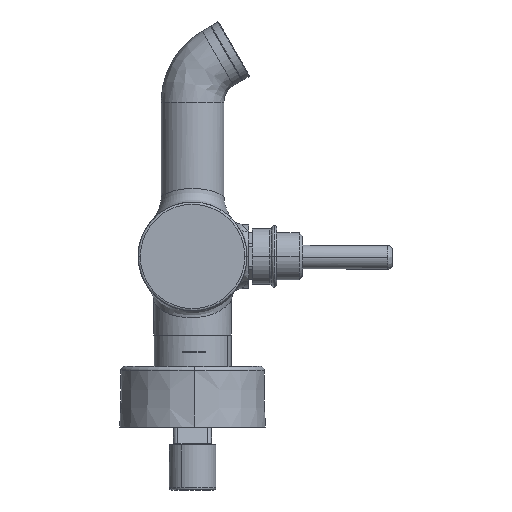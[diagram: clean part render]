
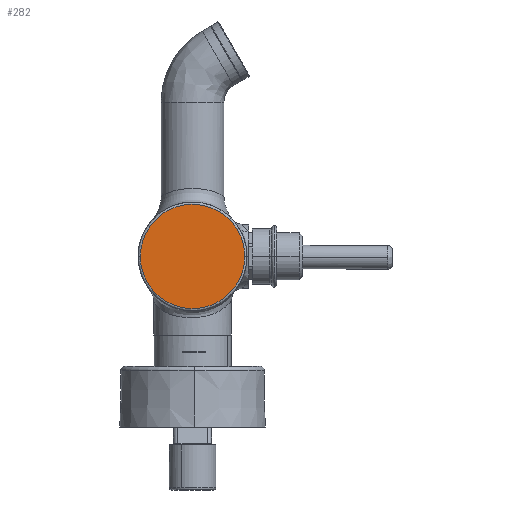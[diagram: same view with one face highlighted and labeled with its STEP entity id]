
A CAD part, left-side view. The second image highlights one B-rep face of the part: STEP entity #282.
In plain terms, the highlighted planar face has unit normal (-1, 0, 0).
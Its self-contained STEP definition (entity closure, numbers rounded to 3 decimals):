
#282 = ADVANCED_FACE ( 'NONE', ( #4081 ), #22084, .F. ) ;
#1245 =( BOUNDED_CURVE ( )  B_SPLINE_CURVE ( 3, ( #1497, #22145, #17759, #25739 ),
 .UNSPECIFIED., .F., .F. ) 
 B_SPLINE_CURVE_WITH_KNOTS ( ( 4, 4 ),
 ( 0.5, 1. ),
 .UNSPECIFIED. ) 
 CURVE ( )  GEOMETRIC_REPRESENTATION_ITEM ( )  RATIONAL_B_SPLINE_CURVE ( ( 1., 0.333, 0.333, 1. ) ) 
 REPRESENTATION_ITEM ( '' )  );
#1497 = CARTESIAN_POINT ( 'NONE',  ( -107.5, 23.357, -0.01 ) ) ;
#4081 = FACE_OUTER_BOUND ( 'NONE', #5824, .T. ) ;
#4778 = CARTESIAN_POINT ( 'NONE',  ( -107.5, -23.143, -0.01 ) ) ;
#5067 = CARTESIAN_POINT ( 'NONE',  ( -107.5, -23.143, -0.01 ) ) ;
#5824 = EDGE_LOOP ( 'NONE', ( #17633, #8549 ) ) ;
#5865 = AXIS2_PLACEMENT_3D ( 'NONE', #5870, #21809, #7879 ) ;
#5870 = CARTESIAN_POINT ( 'NONE',  ( -107.5, 28.617, -28.519 ) ) ;
#7527 = VERTEX_POINT ( 'NONE', #15555 ) ;
#7879 = DIRECTION ( 'NONE',  ( 0., 0., -1. ) ) ;
#8549 = ORIENTED_EDGE ( 'NONE', *, *, #17420, .F. ) ;
#11379 = CARTESIAN_POINT ( 'NONE',  ( -107.5, 23.357, -0.01 ) ) ;
#15377 = VERTEX_POINT ( 'NONE', #4778 ) ;
#15555 = CARTESIAN_POINT ( 'NONE',  ( -107.5, 23.357, -0.01 ) ) ;
#17420 = EDGE_CURVE ( 'NONE', #7527, #15377, #1245, .T. ) ;
#17633 = ORIENTED_EDGE ( 'NONE', *, *, #18642, .F. ) ;
#17759 = CARTESIAN_POINT ( 'NONE',  ( -107.5, -23.143, 46.49 ) ) ;
#18642 = EDGE_CURVE ( 'NONE', #15377, #7527, #23609, .T. ) ;
#21273 = CARTESIAN_POINT ( 'NONE',  ( -107.5, -23.143, -46.51 ) ) ;
#21809 = DIRECTION ( 'NONE',  ( 1., 0., 0. ) ) ;
#22084 = PLANE ( 'NONE',  #5865 ) ;
#22145 = CARTESIAN_POINT ( 'NONE',  ( -107.5, 23.357, 46.49 ) ) ;
#23609 =( BOUNDED_CURVE ( )  B_SPLINE_CURVE ( 3, ( #5067, #21273, #25828, #11379 ),
 .UNSPECIFIED., .F., .F. ) 
 B_SPLINE_CURVE_WITH_KNOTS ( ( 4, 4 ),
 ( 0., 0.5 ),
 .UNSPECIFIED. ) 
 CURVE ( )  GEOMETRIC_REPRESENTATION_ITEM ( )  RATIONAL_B_SPLINE_CURVE ( ( 1., 0.333, 0.333, 1. ) ) 
 REPRESENTATION_ITEM ( '' )  );
#25739 = CARTESIAN_POINT ( 'NONE',  ( -107.5, -23.143, -0.01 ) ) ;
#25828 = CARTESIAN_POINT ( 'NONE',  ( -107.5, 23.357, -46.51 ) ) ;
